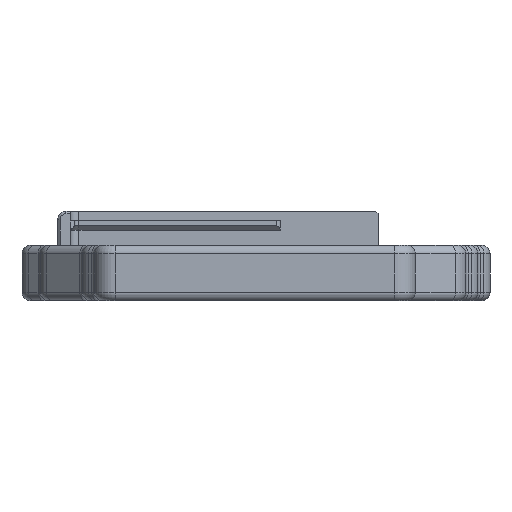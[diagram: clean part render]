
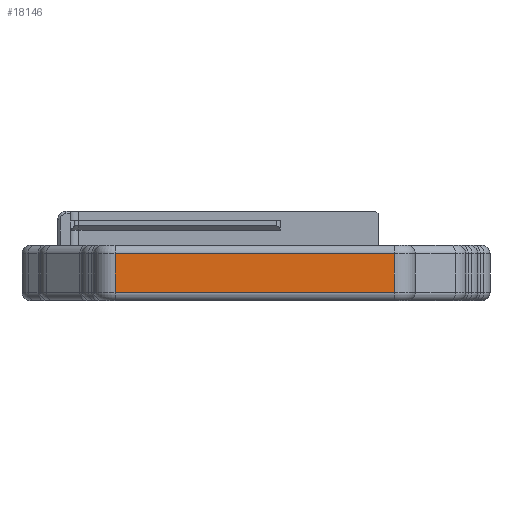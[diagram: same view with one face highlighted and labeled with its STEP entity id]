
A CAD part, left-side view. The second image highlights one B-rep face of the part: STEP entity #18146.
In plain terms, the highlighted planar face has unit normal (-1, 0, 0).
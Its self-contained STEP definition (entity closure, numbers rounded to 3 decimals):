
#360=PLANE('',#19404);
#868=FACE_OUTER_BOUND('',#1901,.T.);
#1901=EDGE_LOOP('',(#12546,#12547,#12548,#12549));
#2997=LINE('',#27273,#4645);
#3019=LINE('',#27402,#4667);
#3106=LINE('',#27744,#4754);
#3117=LINE('',#27824,#4765);
#4645=VECTOR('',#21422,10.);
#4667=VECTOR('',#21574,10.);
#4754=VECTOR('',#21921,10.);
#4765=VECTOR('',#22032,10.);
#7425=VERTEX_POINT('',#27263);
#7427=VERTEX_POINT('',#27269);
#7470=VERTEX_POINT('',#27400);
#7593=VERTEX_POINT('',#27735);
#9251=EDGE_CURVE('',#7425,#7427,#2997,.T.);
#9316=EDGE_CURVE('',#7425,#7470,#3019,.T.);
#9488=EDGE_CURVE('',#7593,#7470,#3106,.T.);
#9528=EDGE_CURVE('',#7427,#7593,#3117,.T.);
#12546=ORIENTED_EDGE('',*,*,#9251,.F.);
#12547=ORIENTED_EDGE('',*,*,#9316,.T.);
#12548=ORIENTED_EDGE('',*,*,#9488,.F.);
#12549=ORIENTED_EDGE('',*,*,#9528,.F.);
#18146=ADVANCED_FACE('',(#868),#360,.T.);
#19404=AXIS2_PLACEMENT_3D('',#27823,#22030,#22031);
#21422=DIRECTION('',(0.,1.,0.));
#21574=DIRECTION('',(0.,0.,1.));
#21921=DIRECTION('',(0.,-1.,0.));
#22030=DIRECTION('center_axis',(-1.,0.,0.));
#22031=DIRECTION('ref_axis',(0.,-1.,0.));
#22032=DIRECTION('',(0.,0.,1.));
#27263=CARTESIAN_POINT('',(-142.2,16.193,1.6));
#27269=CARTESIAN_POINT('',(-142.2,69.593,1.6));
#27273=CARTESIAN_POINT('',(-142.2,56.118,1.6));
#27400=CARTESIAN_POINT('',(-142.2,16.193,9.));
#27402=CARTESIAN_POINT('',(-142.2,16.193,0.));
#27735=CARTESIAN_POINT('',(-142.2,69.593,9.));
#27744=CARTESIAN_POINT('',(-142.2,56.118,9.));
#27823=CARTESIAN_POINT('Origin',(-142.2,69.593,0.));
#27824=CARTESIAN_POINT('',(-142.2,69.593,0.));
